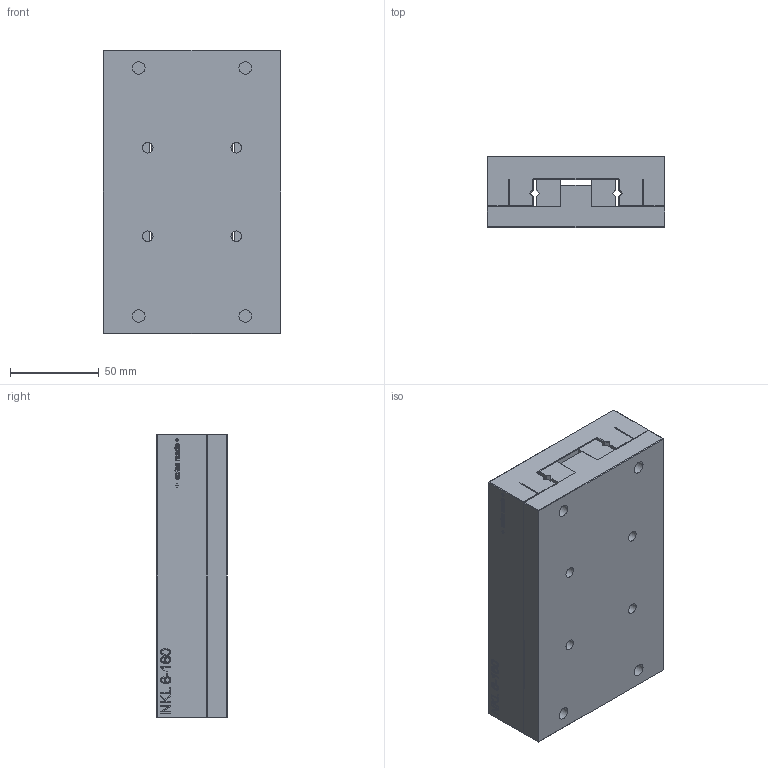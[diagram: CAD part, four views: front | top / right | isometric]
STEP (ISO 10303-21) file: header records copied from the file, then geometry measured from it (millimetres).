
FILE_DESCRIPTION(('FreeCAD Model'),'2;1');
FILE_NAME('NKL 6-160.step', '2020-07-24T18:04:02',('Author'),(''), 'Open CASCADE STEP processor 6.8','FreeCAD','Unknown');
FILE_SCHEMA(('AUTOMOTIVE_DESIGN_CC2 { 1 2 10303 214 -1 1 5 4 }'));
Length unit declared in the file: millimetre
Products named in the file (3): ASSEMBLY; OT; UT
Assembly tree (2 placements, depth 2):
  ASSEMBLY
    OT
    UT
Bounding box: 100 x 40 x 160 mm (x, y, z)
Volume: 610048.6 mm3; surface area: 124771.7 mm2
Topology: 4 solids, 4 shells, 762 faces, 2058 edges, 1336 vertices
Faces by surface type: extrusion 409, plane 329, cylinder 16, cone 8
Full cylindrical faces by diameter (mm): 6 x8, 7 x4, 15 x4
Entity records: 50834 total; most frequent: CARTESIAN_POINT 12274, DIRECTION 5679, VECTOR 4791, LINE 4382, ORIENTED_EDGE 4116, PCURVE 4116, DEFINITIONAL_REPRESENTATION 4116, B_SPLINE_CURVE_WITH_KNOTS 2081
